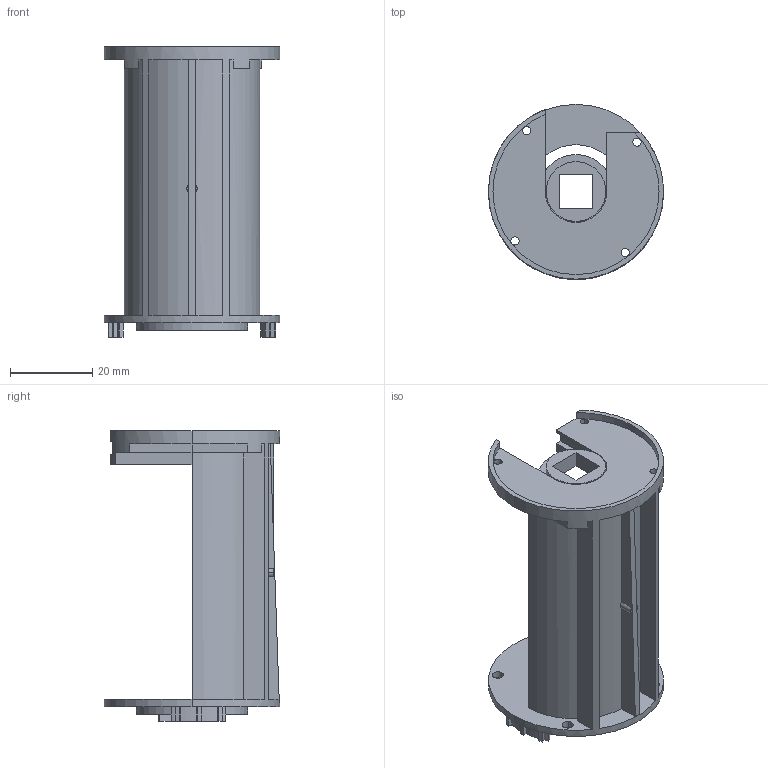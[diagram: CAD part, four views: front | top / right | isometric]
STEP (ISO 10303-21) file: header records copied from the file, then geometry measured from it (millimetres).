
FILE_DESCRIPTION(('STEP AP214'),'1');
FILE_NAME('cctmp_20D97CB5-7A3E-4483-A863-8DFF721D3A4E_2024_10_22_11_41_35_0416..stp','2024-10-22T09:41:35',('SIEMENS A&D'),('CADClick - www.CADClick.com'),'Spatial InterOp 3D postprocessed',' ','unknown authorization');
FILE_SCHEMA(('AUTOMOTIVE_DESIGN'));
Length unit declared in the file: millimetre
Products named in the file (1): 3RV2926-0P
Bounding box: 42.6 x 42.6 x 70.6 mm (x, y, z)
Volume: 12408.3 mm3; surface area: 14820.1 mm2
Topology: 1 solids, 1 shells, 130 faces, 364 edges, 241 vertices
Faces by surface type: plane 77, cylinder 53
Entity records: 4810 total; most frequent: CARTESIAN_POINT 790, DIRECTION 742, ORIENTED_EDGE 728, EDGE_CURVE 364, AXIS2_PLACEMENT_3D 251, VERTEX_POINT 241, LINE 240, VECTOR 240
